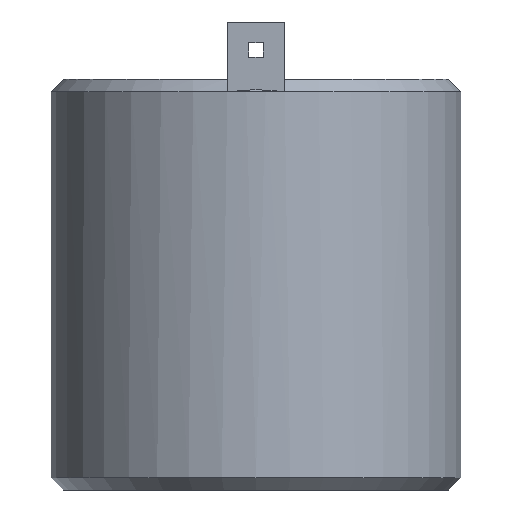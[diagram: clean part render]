
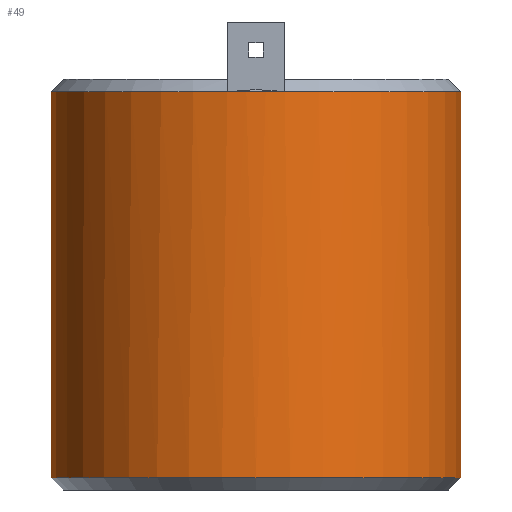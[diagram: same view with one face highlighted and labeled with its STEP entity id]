
A CAD part, front view. The second image highlights one B-rep face of the part: STEP entity #49.
In plain terms, the highlighted cylindrical face has radius 25 mm (diameter 50 mm), a partial arc.
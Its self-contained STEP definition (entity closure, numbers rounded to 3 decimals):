
#21 = DIRECTION ( 'NONE',  ( 0., 0., -1. ) ) ;
#23 = FACE_OUTER_BOUND ( 'NONE', #81, .T. ) ;
#25 = VERTEX_POINT ( 'NONE', #448 ) ;
#49 = ADVANCED_FACE ( 'NONE', ( #23 ), #94, .T. ) ;
#55 = EDGE_CURVE ( 'NONE', #68, #187, #245, .T. ) ;
#68 = VERTEX_POINT ( 'NONE', #654 ) ;
#74 = VERTEX_POINT ( 'NONE', #79 ) ;
#78 = DIRECTION ( 'NONE',  ( 1., 0., 0. ) ) ;
#79 = CARTESIAN_POINT ( 'NONE',  ( 49.949, 23.404, 48.5 ) ) ;
#81 = EDGE_LOOP ( 'NONE', ( #515, #275, #648, #120, #647, #349 ) ) ;
#83 = AXIS2_PLACEMENT_3D ( 'NONE', #497, #21, #609 ) ;
#94 = CYLINDRICAL_SURFACE ( 'NONE', #83, 25. ) ;
#120 = ORIENTED_EDGE ( 'NONE', *, *, #620, .T. ) ;
#126 = AXIS2_PLACEMENT_3D ( 'NONE', #667, #194, #145 ) ;
#145 = DIRECTION ( 'NONE',  ( 1., 0., 0. ) ) ;
#148 = CARTESIAN_POINT ( 'NONE',  ( 49.949, 23.404, 1.5 ) ) ;
#156 = LINE ( 'NONE', #469, #669 ) ;
#184 = AXIS2_PLACEMENT_3D ( 'NONE', #512, #458, #78 ) ;
#186 = LINE ( 'NONE', #652, #389 ) ;
#187 = VERTEX_POINT ( 'NONE', #562 ) ;
#194 = DIRECTION ( 'NONE',  ( 0., 0., -1. ) ) ;
#214 = EDGE_CURVE ( 'NONE', #74, #309, #387, .T. ) ;
#215 = VERTEX_POINT ( 'NONE', #148 ) ;
#245 = CIRCLE ( 'NONE', #126, 25. ) ;
#246 = EDGE_CURVE ( 'NONE', #215, #74, #156, .T. ) ;
#275 = ORIENTED_EDGE ( 'NONE', *, *, #401, .T. ) ;
#297 = EDGE_CURVE ( 'NONE', #25, #215, #626, .T. ) ;
#309 = VERTEX_POINT ( 'NONE', #454 ) ;
#333 = CIRCLE ( 'NONE', #433, 25. ) ;
#349 = ORIENTED_EDGE ( 'NONE', *, *, #246, .T. ) ;
#378 = DIRECTION ( 'NONE',  ( 0., 0., -1. ) ) ;
#387 = CIRCLE ( 'NONE', #625, 25. ) ;
#389 = VECTOR ( 'NONE', #456, 1000. ) ;
#401 = EDGE_CURVE ( 'NONE', #309, #68, #333, .T. ) ;
#425 = DIRECTION ( 'NONE',  ( 0., 0., -1. ) ) ;
#432 = DIRECTION ( 'NONE',  ( 1., 0., 0. ) ) ;
#433 = AXIS2_PLACEMENT_3D ( 'NONE', #475, #378, #432 ) ;
#448 = CARTESIAN_POINT ( 'NONE',  ( 0.051, 23.404, 1.5 ) ) ;
#454 = CARTESIAN_POINT ( 'NONE',  ( 28.5, 0.246, 48.5 ) ) ;
#456 = DIRECTION ( 'NONE',  ( 0., 0., -1. ) ) ;
#458 = DIRECTION ( 'NONE',  ( 0., 0., 1. ) ) ;
#469 = CARTESIAN_POINT ( 'NONE',  ( 49.949, 23.404, 50. ) ) ;
#475 = CARTESIAN_POINT ( 'NONE',  ( 25., 25., 48.5 ) ) ;
#497 = CARTESIAN_POINT ( 'NONE',  ( 25., 25., 50. ) ) ;
#512 = CARTESIAN_POINT ( 'NONE',  ( 25., 25., 1.5 ) ) ;
#515 = ORIENTED_EDGE ( 'NONE', *, *, #214, .T. ) ;
#522 = CARTESIAN_POINT ( 'NONE',  ( 25., 25., 48.5 ) ) ;
#525 = DIRECTION ( 'NONE',  ( 1., 0., 0. ) ) ;
#562 = CARTESIAN_POINT ( 'NONE',  ( 0.051, 23.404, 48.5 ) ) ;
#604 = DIRECTION ( 'NONE',  ( 0., 0., 1. ) ) ;
#609 = DIRECTION ( 'NONE',  ( -1., 0., 0. ) ) ;
#620 = EDGE_CURVE ( 'NONE', #187, #25, #186, .T. ) ;
#625 = AXIS2_PLACEMENT_3D ( 'NONE', #522, #425, #525 ) ;
#626 = CIRCLE ( 'NONE', #184, 25. ) ;
#647 = ORIENTED_EDGE ( 'NONE', *, *, #297, .T. ) ;
#648 = ORIENTED_EDGE ( 'NONE', *, *, #55, .T. ) ;
#652 = CARTESIAN_POINT ( 'NONE',  ( 0.051, 23.404, 50. ) ) ;
#654 = CARTESIAN_POINT ( 'NONE',  ( 21.5, 0.246, 48.5 ) ) ;
#667 = CARTESIAN_POINT ( 'NONE',  ( 25., 25., 48.5 ) ) ;
#669 = VECTOR ( 'NONE', #604, 1000. ) ;
